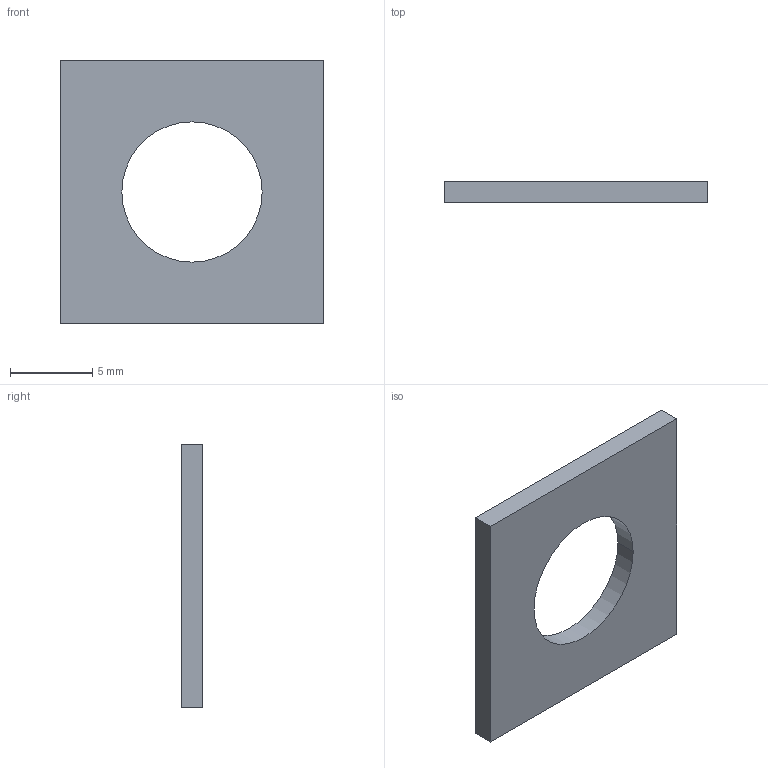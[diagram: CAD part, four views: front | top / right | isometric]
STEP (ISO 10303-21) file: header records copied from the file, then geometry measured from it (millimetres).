
FILE_DESCRIPTION((''),'2;1');
FILE_NAME('11053_PODLOZKA_UTORNA_KV_M8_U8','2022-09-16T13:32:36',('PredragRovcanin'),('Audax d.o.o.'),'CREO PARAMETRIC BY PTC INC, 2020281','CREO PARAMETRIC BY PTC INC, 2020281','');
FILE_SCHEMA(('AUTOMOTIVE_DESIGN { 1 0 10303 214 1 1 1 1 }'));
Length unit declared in the file: millimetre
Products named in the file (1): 11053_PODLOZKA_UTORNA_KV_M8_U8
Bounding box: 16 x 1.3 x 16 mm (x, y, z)
Volume: 259 mm3; surface area: 516.4 mm2
Topology: 1 solids, 1 shells, 8 faces, 19 edges, 14 vertices
Faces by surface type: plane 6, cylinder 2
Entity records: 800 total; most frequent: COLOUR_RGB 322, CARTESIAN_POINT 42, DIRECTION 41, ORIENTED_EDGE 36, PROPERTY_DEFINITION 26, REPRESENTATION 24, PROPERTY_DEFINITION_REPRESENTATION 24, PRESENTATION_STYLE_ASSIGNMENT 21
